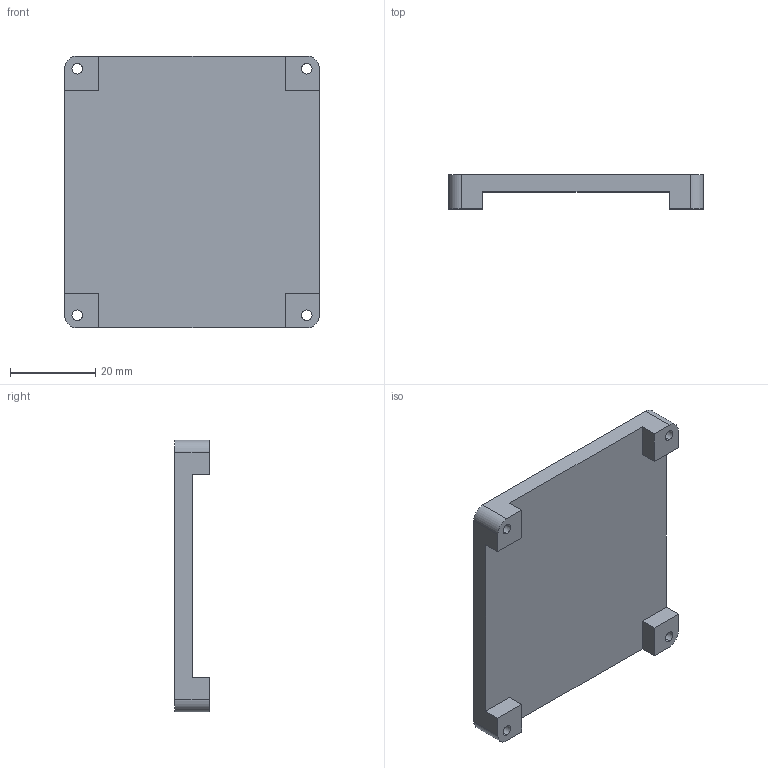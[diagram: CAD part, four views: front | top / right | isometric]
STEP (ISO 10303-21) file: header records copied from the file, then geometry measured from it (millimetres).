
FILE_DESCRIPTION (( 'STEP AP214' ), '1' );
FILE_NAME ('007.STEP', '2025-04-02T13:56:20', ( '' ), ( '' ), 'SwSTEP 2.0', 'SolidWorks 2024', '' );
FILE_SCHEMA (( 'AUTOMOTIVE_DESIGN' ));
Length unit declared in the file: millimetre
Products named in the file (1): 007
Bounding box: 59.97 x 8 x 63.97 mm (x, y, z)
Volume: 15906.5 mm3; surface area: 9440.5 mm2
Topology: 1 solids, 1 shells, 89 faces, 249 edges, 166 vertices
Faces by surface type: plane 51, cylinder 36, bspline 2
Entity records: 3046 total; most frequent: CARTESIAN_POINT 651, ORIENTED_EDGE 498, DIRECTION 493, EDGE_CURVE 249, LINE 173, VECTOR 173, VERTEX_POINT 166, AXIS2_PLACEMENT_3D 160
